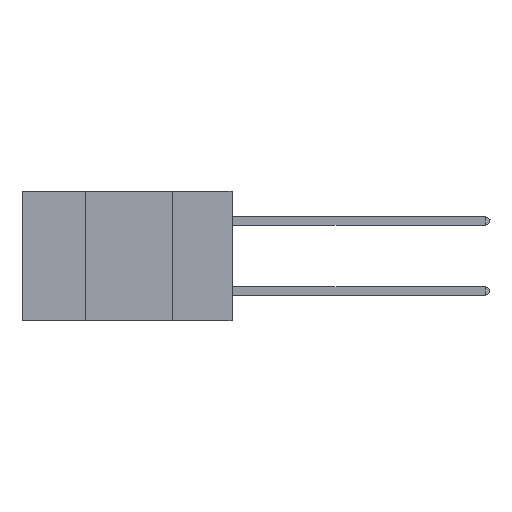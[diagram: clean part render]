
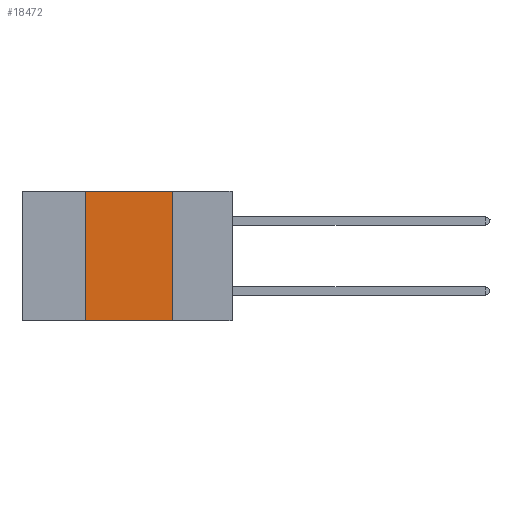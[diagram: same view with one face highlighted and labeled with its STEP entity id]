
A CAD part, left-side view. The second image highlights one B-rep face of the part: STEP entity #18472.
In plain terms, the highlighted planar face has unit normal (-1, 0, 0).
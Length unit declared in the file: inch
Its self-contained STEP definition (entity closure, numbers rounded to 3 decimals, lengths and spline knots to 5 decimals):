
#137 = EDGE_CURVE ( 'NONE', #17377, #19340, #22621, .T. ) ;
#467 = CARTESIAN_POINT ( 'NONE',  ( 0., 0.42, 0. ) ) ;
#562 = LINE ( 'NONE', #16277, #20583 ) ;
#2815 = ORIENTED_EDGE ( 'NONE', *, *, #7460, .F. ) ;
#2854 = ORIENTED_EDGE ( 'NONE', *, *, #13867, .T. ) ;
#3255 = AXIS2_PLACEMENT_3D ( 'NONE', #21373, #9655, #16257 ) ;
#3995 = CARTESIAN_POINT ( 'NONE',  ( 0., 0.17, -0.37 ) ) ;
#4620 = DIRECTION ( 'NONE',  ( 0., 0., -1. ) ) ;
#5553 = FACE_OUTER_BOUND ( 'NONE', #6676, .T. ) ;
#5753 = PLANE ( 'NONE',  #3255 ) ;
#6676 = EDGE_LOOP ( 'NONE', ( #2815, #18815, #21573, #2854 ) ) ;
#7460 = EDGE_CURVE ( 'NONE', #7887, #11124, #16433, .T. ) ;
#7887 = VERTEX_POINT ( 'NONE', #19826 ) ;
#9021 = VECTOR ( 'NONE', #12753, 39.37008 ) ;
#9168 = VECTOR ( 'NONE', #12025, 39.37008 ) ;
#9655 = DIRECTION ( 'NONE',  ( 1., 0., 0. ) ) ;
#11124 = VERTEX_POINT ( 'NONE', #3995 ) ;
#12025 = DIRECTION ( 'NONE',  ( 0., 0., 1. ) ) ;
#12753 = DIRECTION ( 'NONE',  ( 0., -1., 0. ) ) ;
#13559 = LINE ( 'NONE', #20548, #9021 ) ;
#13867 = EDGE_CURVE ( 'NONE', #17377, #11124, #562, .T. ) ;
#16257 = DIRECTION ( 'NONE',  ( 0., 0., -1. ) ) ;
#16277 = CARTESIAN_POINT ( 'NONE',  ( 0., 0.6, -0.37 ) ) ;
#16433 = LINE ( 'NONE', #20014, #21053 ) ;
#17377 = VERTEX_POINT ( 'NONE', #18583 ) ;
#18472 = ADVANCED_FACE ( 'NONE', ( #5553 ), #5753, .F. ) ;
#18583 = CARTESIAN_POINT ( 'NONE',  ( 0., 0.42, -0.37 ) ) ;
#18815 = ORIENTED_EDGE ( 'NONE', *, *, #22418, .F. ) ;
#19340 = VERTEX_POINT ( 'NONE', #23260 ) ;
#19826 = CARTESIAN_POINT ( 'NONE',  ( 0., 0.17, 0. ) ) ;
#19892 = DIRECTION ( 'NONE',  ( 0., -1., 0. ) ) ;
#20014 = CARTESIAN_POINT ( 'NONE',  ( 0., 0.17, 0. ) ) ;
#20548 = CARTESIAN_POINT ( 'NONE',  ( 0., 0.6, 0. ) ) ;
#20583 = VECTOR ( 'NONE', #19892, 39.37008 ) ;
#21053 = VECTOR ( 'NONE', #4620, 39.37008 ) ;
#21373 = CARTESIAN_POINT ( 'NONE',  ( 0., 0.6, 0. ) ) ;
#21573 = ORIENTED_EDGE ( 'NONE', *, *, #137, .F. ) ;
#22418 = EDGE_CURVE ( 'NONE', #19340, #7887, #13559, .T. ) ;
#22621 = LINE ( 'NONE', #467, #9168 ) ;
#23260 = CARTESIAN_POINT ( 'NONE',  ( 0., 0.42, 0. ) ) ;
